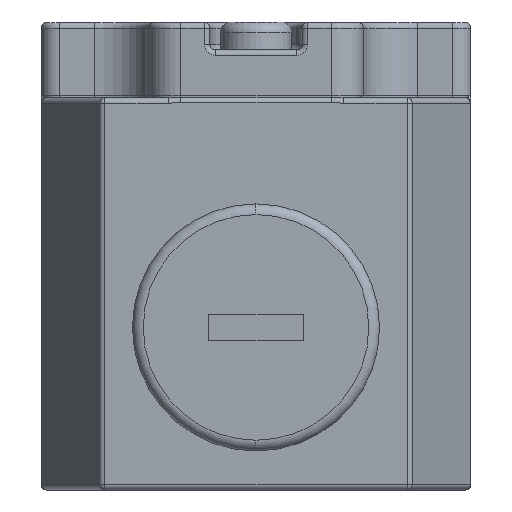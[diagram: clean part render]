
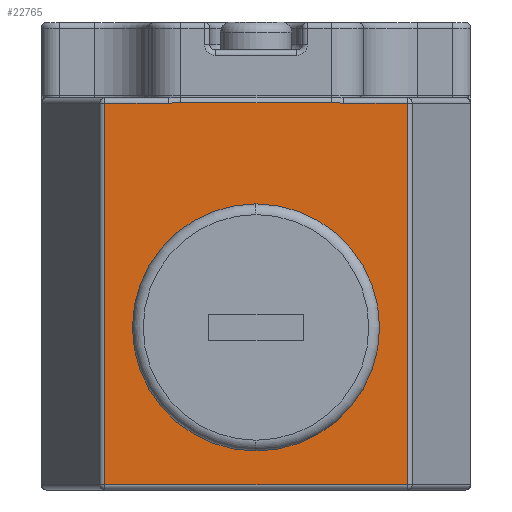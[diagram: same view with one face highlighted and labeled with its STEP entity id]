
A CAD part, front view. The second image highlights one B-rep face of the part: STEP entity #22765.
In plain terms, the highlighted planar face has unit normal (0, -1, 0).
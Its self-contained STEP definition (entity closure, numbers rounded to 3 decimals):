
#639 = EDGE_CURVE ( 'NONE', #6054, #14315, #16766, .T. ) ;
#828 = EDGE_CURVE ( 'NONE', #9347, #6054, #17430, .T. ) ;
#835 = LINE ( 'NONE', #21295, #21099 ) ;
#1107 = VERTEX_POINT ( 'NONE', #22549 ) ;
#1318 = AXIS2_PLACEMENT_3D ( 'NONE', #20658, #8892, #22627 ) ;
#1582 = CARTESIAN_POINT ( 'NONE',  ( -7.764, 0., 14.269 ) ) ;
#1672 = EDGE_LOOP ( 'NONE', ( #13219, #11123, #2801, #15647, #24066, #8677, #13648, #5928 ) ) ;
#1744 = CARTESIAN_POINT ( 'NONE',  ( -14.4, 0., 14.317 ) ) ;
#2547 = LINE ( 'NONE', #8028, #12366 ) ;
#2560 = EDGE_CURVE ( 'NONE', #1107, #13693, #24884, .T. ) ;
#2801 = ORIENTED_EDGE ( 'NONE', *, *, #5507, .T. ) ;
#2898 = VERTEX_POINT ( 'NONE', #7641 ) ;
#3254 = CARTESIAN_POINT ( 'NONE',  ( 7.764, 0., 14.269 ) ) ;
#3555 = CARTESIAN_POINT ( 'NONE',  ( -8.146, 0., 14.25 ) ) ;
#3665 = DIRECTION ( 'NONE',  ( -1., 0., 0. ) ) ;
#4340 = EDGE_CURVE ( 'NONE', #12994, #23750, #12131, .T. ) ;
#4928 = CARTESIAN_POINT ( 'NONE',  ( -7., 0., 14.317 ) ) ;
#4960 = DIRECTION ( 'NONE',  ( 0., -1., 0. ) ) ;
#5206 = CARTESIAN_POINT ( 'NONE',  ( 8.146, 0., 14.25 ) ) ;
#5451 = CARTESIAN_POINT ( 'NONE',  ( 0., 0., -18.12 ) ) ;
#5507 = EDGE_CURVE ( 'NONE', #2898, #10858, #22942, .T. ) ;
#5928 = ORIENTED_EDGE ( 'NONE', *, *, #9049, .T. ) ;
#6054 = VERTEX_POINT ( 'NONE', #9079 ) ;
#6472 = CARTESIAN_POINT ( 'NONE',  ( 8.146, 0., 14.25 ) ) ;
#7018 = CARTESIAN_POINT ( 'NONE',  ( 7.954, 0., 14.25 ) ) ;
#7196 = CARTESIAN_POINT ( 'NONE',  ( 7.382, 0., 14.303 ) ) ;
#7254 = VECTOR ( 'NONE', #16391, 1000. ) ;
#7641 = CARTESIAN_POINT ( 'NONE',  ( 14.1, 0., -21.25 ) ) ;
#7909 = DIRECTION ( 'NONE',  ( -1., 0., 0. ) ) ;
#8028 = CARTESIAN_POINT ( 'NONE',  ( 14.4, 0., -21.25 ) ) ;
#8677 = ORIENTED_EDGE ( 'NONE', *, *, #639, .T. ) ;
#8853 = PLANE ( 'NONE',  #13896 ) ;
#8892 = DIRECTION ( 'NONE',  ( 0., -1., 0. ) ) ;
#9049 = EDGE_CURVE ( 'NONE', #24152, #12994, #835, .T. ) ;
#9079 = CARTESIAN_POINT ( 'NONE',  ( 7., 0., 14.317 ) ) ;
#9170 = CARTESIAN_POINT ( 'NONE',  ( 7., 0., 14.317 ) ) ;
#9347 = VERTEX_POINT ( 'NONE', #6472 ) ;
#10085 = DIRECTION ( 'NONE',  ( 1., 0., 0. ) ) ;
#10858 = VERTEX_POINT ( 'NONE', #16658 ) ;
#10899 = CARTESIAN_POINT ( 'NONE',  ( 0., 0., -6.62 ) ) ;
#11123 = ORIENTED_EDGE ( 'NONE', *, *, #21984, .T. ) ;
#11239 = DIRECTION ( 'NONE',  ( 0., 0., -1. ) ) ;
#11364 = CARTESIAN_POINT ( 'NONE',  ( -7.192, 0., 14.317 ) ) ;
#12131 = LINE ( 'NONE', #22992, #21955 ) ;
#12366 = VECTOR ( 'NONE', #10085, 1000. ) ;
#12876 = DIRECTION ( 'NONE',  ( 0., 0., -1. ) ) ;
#12893 = FACE_BOUND ( 'NONE', #17477, .T. ) ;
#12994 = VERTEX_POINT ( 'NONE', #24137 ) ;
#13129 = LINE ( 'NONE', #17694, #13768 ) ;
#13219 = ORIENTED_EDGE ( 'NONE', *, *, #4340, .T. ) ;
#13281 = EDGE_CURVE ( 'NONE', #10858, #9347, #13129, .T. ) ;
#13350 = CARTESIAN_POINT ( 'NONE',  ( -7.382, 0., 14.303 ) ) ;
#13500 = DIRECTION ( 'NONE',  ( -1., 0., 0. ) ) ;
#13648 = ORIENTED_EDGE ( 'NONE', *, *, #18888, .T. ) ;
#13693 = VERTEX_POINT ( 'NONE', #5451 ) ;
#13768 = VECTOR ( 'NONE', #7909, 1000. ) ;
#13878 = CARTESIAN_POINT ( 'NONE',  ( -14.1, 0., -21.25 ) ) ;
#13896 = AXIS2_PLACEMENT_3D ( 'NONE', #16724, #4960, #18698 ) ;
#14315 = VERTEX_POINT ( 'NONE', #4928 ) ;
#15102 = B_SPLINE_CURVE_WITH_KNOTS ( 'NONE', 3,
 ( #25108, #11364, #13350, #1582, #15315, #3555 ),
 .UNSPECIFIED., .F., .F.,
 ( 4, 2, 4 ),
 ( 0., 0.001, 0.001 ),
 .UNSPECIFIED. ) ;
#15315 = CARTESIAN_POINT ( 'NONE',  ( -7.954, 0., 14.25 ) ) ;
#15473 = CARTESIAN_POINT ( 'NONE',  ( -8.146, 0., 14.25 ) ) ;
#15597 = ORIENTED_EDGE ( 'NONE', *, *, #18709, .F. ) ;
#15647 = ORIENTED_EDGE ( 'NONE', *, *, #13281, .T. ) ;
#16325 = AXIS2_PLACEMENT_3D ( 'NONE', #10899, #24626, #12876 ) ;
#16391 = DIRECTION ( 'NONE',  ( 0., 0., 1. ) ) ;
#16658 = CARTESIAN_POINT ( 'NONE',  ( 14.1, 0., 14.25 ) ) ;
#16724 = CARTESIAN_POINT ( 'NONE',  ( 0., 0., 0. ) ) ;
#16766 = LINE ( 'NONE', #1744, #22015 ) ;
#17430 = B_SPLINE_CURVE_WITH_KNOTS ( 'NONE', 3,
 ( #5206, #7018, #3254, #7196, #20951, #9170 ),
 .UNSPECIFIED., .F., .F.,
 ( 4, 2, 4 ),
 ( 0., 0.001, 0.001 ),
 .UNSPECIFIED. ) ;
#17477 = EDGE_LOOP ( 'NONE', ( #22871, #15597 ) ) ;
#17694 = CARTESIAN_POINT ( 'NONE',  ( 0., 0., 14.25 ) ) ;
#18698 = DIRECTION ( 'NONE',  ( 0., 0., -1. ) ) ;
#18709 = EDGE_CURVE ( 'NONE', #13693, #1107, #23756, .T. ) ;
#18888 = EDGE_CURVE ( 'NONE', #14315, #24152, #15102, .T. ) ;
#20353 = CARTESIAN_POINT ( 'NONE',  ( 14.1, 0., 14.75 ) ) ;
#20658 = CARTESIAN_POINT ( 'NONE',  ( 0., 0., -6.62 ) ) ;
#20951 = CARTESIAN_POINT ( 'NONE',  ( 7.192, 0., 14.317 ) ) ;
#21099 = VECTOR ( 'NONE', #3665, 1000. ) ;
#21295 = CARTESIAN_POINT ( 'NONE',  ( 0., 0., 14.25 ) ) ;
#21955 = VECTOR ( 'NONE', #11239, 1000. ) ;
#21984 = EDGE_CURVE ( 'NONE', #23750, #2898, #2547, .T. ) ;
#22015 = VECTOR ( 'NONE', #13500, 1000. ) ;
#22549 = CARTESIAN_POINT ( 'NONE',  ( 0., 0., 4.88 ) ) ;
#22627 = DIRECTION ( 'NONE',  ( 0., 0., -1. ) ) ;
#22765 = ADVANCED_FACE ( 'NONE', ( #23331, #12893 ), #8853, .T. ) ;
#22871 = ORIENTED_EDGE ( 'NONE', *, *, #2560, .F. ) ;
#22942 = LINE ( 'NONE', #20353, #7254 ) ;
#22992 = CARTESIAN_POINT ( 'NONE',  ( -14.1, 0., -21.75 ) ) ;
#23331 = FACE_OUTER_BOUND ( 'NONE', #1672, .T. ) ;
#23750 = VERTEX_POINT ( 'NONE', #13878 ) ;
#23756 = CIRCLE ( 'NONE', #1318, 11.5 ) ;
#24066 = ORIENTED_EDGE ( 'NONE', *, *, #828, .T. ) ;
#24137 = CARTESIAN_POINT ( 'NONE',  ( -14.1, 0., 14.25 ) ) ;
#24152 = VERTEX_POINT ( 'NONE', #15473 ) ;
#24626 = DIRECTION ( 'NONE',  ( 0., -1., 0. ) ) ;
#24884 = CIRCLE ( 'NONE', #16325, 11.5 ) ;
#25108 = CARTESIAN_POINT ( 'NONE',  ( -7., 0., 14.317 ) ) ;
